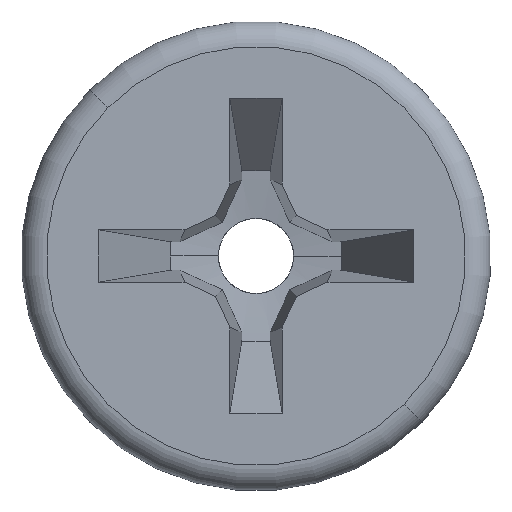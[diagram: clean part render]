
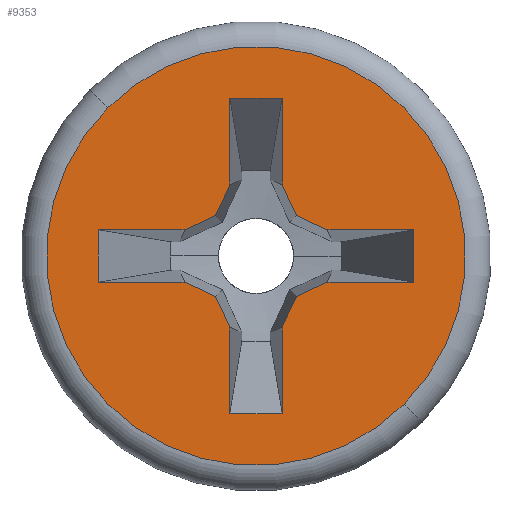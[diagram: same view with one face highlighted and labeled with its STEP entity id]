
A CAD part, left-side view. The second image highlights one B-rep face of the part: STEP entity #9353.
In plain terms, the highlighted planar face has unit normal (-1, 0, 0).
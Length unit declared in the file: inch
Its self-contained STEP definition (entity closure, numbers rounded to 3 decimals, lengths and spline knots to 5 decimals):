
#4523=CARTESIAN_POINT('',(0.,0.,0.));
#4524=DIRECTION('',(-1.,0.,0.));
#4525=DIRECTION('',(0.,1.,0.));
#4526=AXIS2_PLACEMENT_3D('',#4523,#4524,#4525);
#4528=CARTESIAN_POINT('',(0.,0.,0.));
#4529=DIRECTION('',(1.,0.,0.));
#4530=DIRECTION('',(0.,1.,0.));
#4531=AXIS2_PLACEMENT_3D('',#4528,#4529,#4530);
#4533=DIRECTION('',(0.,-0.707,-0.707));
#4534=VECTOR('',#4533,0.028);
#4535=CARTESIAN_POINT('',(0.,0.0693,-0.0495));
#4536=LINE('',#4535,#4534);
#4537=DIRECTION('',(0.,0.707,-0.707));
#4538=VECTOR('',#4537,0.04624);
#4539=CARTESIAN_POINT('',(0.,0.0168,-0.0366));
#4540=LINE('',#4539,#4538);
#4541=DIRECTION('',(0.,0.94,-0.342));
#4542=VECTOR('',#4541,0.01788);
#4543=CARTESIAN_POINT('',(0.,0.,-0.03048));
#4544=LINE('',#4543,#4542);
#4545=DIRECTION('',(0.,0.94,0.342));
#4546=VECTOR('',#4545,0.01788);
#4547=CARTESIAN_POINT('',(0.,-0.0168,-0.0366));
#4548=LINE('',#4547,#4546);
#4549=DIRECTION('',(0.,-0.707,-0.707));
#4550=VECTOR('',#4549,0.04624);
#4551=CARTESIAN_POINT('',(0.,-0.0168,-0.0366));
#4552=LINE('',#4551,#4550);
#4553=DIRECTION('',(0.,0.707,-0.707));
#4554=VECTOR('',#4553,0.028);
#4555=CARTESIAN_POINT('',(0.,-0.0693,-0.0495));
#4556=LINE('',#4555,#4554);
#4557=DIRECTION('',(0.,-0.707,-0.707));
#4558=VECTOR('',#4557,0.04624);
#4559=CARTESIAN_POINT('',(0.,-0.0366,-0.0168));
#4560=LINE('',#4559,#4558);
#4561=DIRECTION('',(0.,-0.342,-0.94));
#4562=VECTOR('',#4561,0.01788);
#4563=CARTESIAN_POINT('',(0.,-0.03048,0.));
#4564=LINE('',#4563,#4562);
#4565=DIRECTION('',(0.,0.342,-0.94));
#4566=VECTOR('',#4565,0.01788);
#4567=CARTESIAN_POINT('',(0.,-0.0366,0.0168));
#4568=LINE('',#4567,#4566);
#4569=DIRECTION('',(0.,0.707,-0.707));
#4570=VECTOR('',#4569,0.04624);
#4571=CARTESIAN_POINT('',(0.,-0.0693,0.0495));
#4572=LINE('',#4571,#4570);
#4573=DIRECTION('',(0.,-0.707,-0.707));
#4574=VECTOR('',#4573,0.028);
#4575=CARTESIAN_POINT('',(0.,-0.0495,0.0693));
#4576=LINE('',#4575,#4574);
#4577=DIRECTION('',(0.,0.707,-0.707));
#4578=VECTOR('',#4577,0.04624);
#4579=CARTESIAN_POINT('',(0.,-0.0495,0.0693));
#4580=LINE('',#4579,#4578);
#4581=DIRECTION('',(0.,-0.94,0.342));
#4582=VECTOR('',#4581,0.01788);
#4583=CARTESIAN_POINT('',(0.,0.,0.03048));
#4584=LINE('',#4583,#4582);
#4585=DIRECTION('',(0.,-0.94,-0.342));
#4586=VECTOR('',#4585,0.01788);
#4587=CARTESIAN_POINT('',(0.,0.0168,0.0366));
#4588=LINE('',#4587,#4586);
#4589=DIRECTION('',(0.,-0.707,-0.707));
#4590=VECTOR('',#4589,0.04624);
#4591=CARTESIAN_POINT('',(0.,0.0495,0.0693));
#4592=LINE('',#4591,#4590);
#4593=DIRECTION('',(0.,0.707,-0.707));
#4594=VECTOR('',#4593,0.028);
#4595=CARTESIAN_POINT('',(0.,0.0495,0.0693));
#4596=LINE('',#4595,#4594);
#4597=DIRECTION('',(0.,-0.707,-0.707));
#4598=VECTOR('',#4597,0.04624);
#4599=CARTESIAN_POINT('',(0.,0.0693,0.0495));
#4600=LINE('',#4599,#4598);
#4601=DIRECTION('',(0.,0.342,0.94));
#4602=VECTOR('',#4601,0.01788);
#4603=CARTESIAN_POINT('',(0.,0.03048,0.));
#4604=LINE('',#4603,#4602);
#4605=DIRECTION('',(0.,-0.342,0.94));
#4606=VECTOR('',#4605,0.01788);
#4607=CARTESIAN_POINT('',(0.,0.0366,-0.0168));
#4608=LINE('',#4607,#4606);
#4609=DIRECTION('',(0.,0.707,-0.707));
#4610=VECTOR('',#4609,0.04624);
#4611=CARTESIAN_POINT('',(0.,0.0366,-0.0168));
#4612=LINE('',#4611,#4610);
#7738=CARTESIAN_POINT('',(0.,0.0693,-0.0495));
#7739=CARTESIAN_POINT('',(0.,0.0495,-0.0693));
#7740=VERTEX_POINT('',#7738);
#7741=VERTEX_POINT('',#7739);
#7742=CARTESIAN_POINT('',(0.,0.0366,-0.0168));
#7743=VERTEX_POINT('',#7742);
#7744=CARTESIAN_POINT('',(0.,0.03048,0.));
#7745=VERTEX_POINT('',#7744);
#7746=CARTESIAN_POINT('',(0.,0.0366,0.0168));
#7747=VERTEX_POINT('',#7746);
#7748=CARTESIAN_POINT('',(0.,0.0693,0.0495));
#7749=VERTEX_POINT('',#7748);
#7750=CARTESIAN_POINT('',(0.,0.0495,0.0693));
#7751=VERTEX_POINT('',#7750);
#7752=CARTESIAN_POINT('',(0.,0.0168,0.0366));
#7753=VERTEX_POINT('',#7752);
#7754=CARTESIAN_POINT('',(0.,0.,0.03048));
#7755=VERTEX_POINT('',#7754);
#7756=CARTESIAN_POINT('',(0.,-0.0168,0.0366));
#7757=VERTEX_POINT('',#7756);
#7758=CARTESIAN_POINT('',(0.,-0.0495,0.0693));
#7759=VERTEX_POINT('',#7758);
#7760=CARTESIAN_POINT('',(0.,-0.0693,0.0495));
#7761=VERTEX_POINT('',#7760);
#7762=CARTESIAN_POINT('',(0.,-0.0366,0.0168));
#7763=VERTEX_POINT('',#7762);
#7764=CARTESIAN_POINT('',(0.,-0.03048,0.));
#7765=VERTEX_POINT('',#7764);
#7766=CARTESIAN_POINT('',(0.,-0.0366,-0.0168));
#7767=VERTEX_POINT('',#7766);
#7768=CARTESIAN_POINT('',(0.,-0.0693,-0.0495));
#7769=VERTEX_POINT('',#7768);
#7770=CARTESIAN_POINT('',(0.,-0.0495,-0.0693));
#7771=VERTEX_POINT('',#7770);
#7772=CARTESIAN_POINT('',(0.,-0.0168,-0.0366));
#7773=VERTEX_POINT('',#7772);
#7774=CARTESIAN_POINT('',(0.,0.,-0.03048));
#7775=VERTEX_POINT('',#7774);
#7776=CARTESIAN_POINT('',(0.,0.0168,-0.0366));
#7777=VERTEX_POINT('',#7776);
#7812=CARTESIAN_POINT('',(0.,0.11148,0.));
#7813=VERTEX_POINT('',#7812);
#7814=CARTESIAN_POINT('',(0.,-0.11148,0.));
#7815=VERTEX_POINT('',#7814);
#9320=CARTESIAN_POINT('',(0.,0.,0.));
#9321=DIRECTION('',(1.,0.,0.));
#9322=DIRECTION('',(0.,-1.,0.));
#9323=AXIS2_PLACEMENT_3D('',#9320,#9321,#9322);
#9324=PLANE('',#9323);
#9326=ORIENTED_EDGE('',*,*,#9325,.F.);
#9328=ORIENTED_EDGE('',*,*,#9327,.T.);
#9329=EDGE_LOOP('',(#9326,#9328));
#9330=FACE_OUTER_BOUND('',#9329,.F.);
#9331=ORIENTED_EDGE('',*,*,#9141,.T.);
#9332=ORIENTED_EDGE('',*,*,#9155,.F.);
#9333=ORIENTED_EDGE('',*,*,#9181,.F.);
#9334=ORIENTED_EDGE('',*,*,#9207,.F.);
#9335=ORIENTED_EDGE('',*,*,#9221,.T.);
#9336=ORIENTED_EDGE('',*,*,#9235,.F.);
#9337=ORIENTED_EDGE('',*,*,#9249,.F.);
#9338=ORIENTED_EDGE('',*,*,#9275,.F.);
#9339=ORIENTED_EDGE('',*,*,#9301,.F.);
#9340=ORIENTED_EDGE('',*,*,#9314,.F.);
#9341=ORIENTED_EDGE('',*,*,#8950,.F.);
#9342=ORIENTED_EDGE('',*,*,#8966,.T.);
#9343=ORIENTED_EDGE('',*,*,#8992,.F.);
#9344=ORIENTED_EDGE('',*,*,#9018,.F.);
#9345=ORIENTED_EDGE('',*,*,#9032,.F.);
#9346=ORIENTED_EDGE('',*,*,#9046,.T.);
#9347=ORIENTED_EDGE('',*,*,#9060,.T.);
#9348=ORIENTED_EDGE('',*,*,#9086,.F.);
#9349=ORIENTED_EDGE('',*,*,#9112,.F.);
#9350=ORIENTED_EDGE('',*,*,#9126,.T.);
#9351=EDGE_LOOP('',(#9331,#9332,#9333,#9334,#9335,#9336,#9337,#9338,#9339,#9340,
#9341,#9342,#9343,#9344,#9345,#9346,#9347,#9348,#9349,#9350));
#9352=FACE_BOUND('',#9351,.F.);
#4527=CIRCLE('',#4526,0.11148);
#4532=CIRCLE('',#4531,0.11148);
#8950=EDGE_CURVE('',#7759,#7761,#4576,.T.);
#8966=EDGE_CURVE('',#7759,#7757,#4580,.T.);
#8992=EDGE_CURVE('',#7755,#7757,#4584,.T.);
#9018=EDGE_CURVE('',#7753,#7755,#4588,.T.);
#9032=EDGE_CURVE('',#7751,#7753,#4592,.T.);
#9046=EDGE_CURVE('',#7751,#7749,#4596,.T.);
#9060=EDGE_CURVE('',#7749,#7747,#4600,.T.);
#9086=EDGE_CURVE('',#7745,#7747,#4604,.T.);
#9112=EDGE_CURVE('',#7743,#7745,#4608,.T.);
#9126=EDGE_CURVE('',#7743,#7740,#4612,.T.);
#9141=EDGE_CURVE('',#7740,#7741,#4536,.T.);
#9155=EDGE_CURVE('',#7777,#7741,#4540,.T.);
#9181=EDGE_CURVE('',#7775,#7777,#4544,.T.);
#9207=EDGE_CURVE('',#7773,#7775,#4548,.T.);
#9221=EDGE_CURVE('',#7773,#7771,#4552,.T.);
#9235=EDGE_CURVE('',#7769,#7771,#4556,.T.);
#9249=EDGE_CURVE('',#7767,#7769,#4560,.T.);
#9275=EDGE_CURVE('',#7765,#7767,#4564,.T.);
#9301=EDGE_CURVE('',#7763,#7765,#4568,.T.);
#9314=EDGE_CURVE('',#7761,#7763,#4572,.T.);
#9325=EDGE_CURVE('',#7813,#7815,#4527,.T.);
#9327=EDGE_CURVE('',#7813,#7815,#4532,.T.);
#9353=ADVANCED_FACE('',(#9330,#9352),#9324,.F.);
